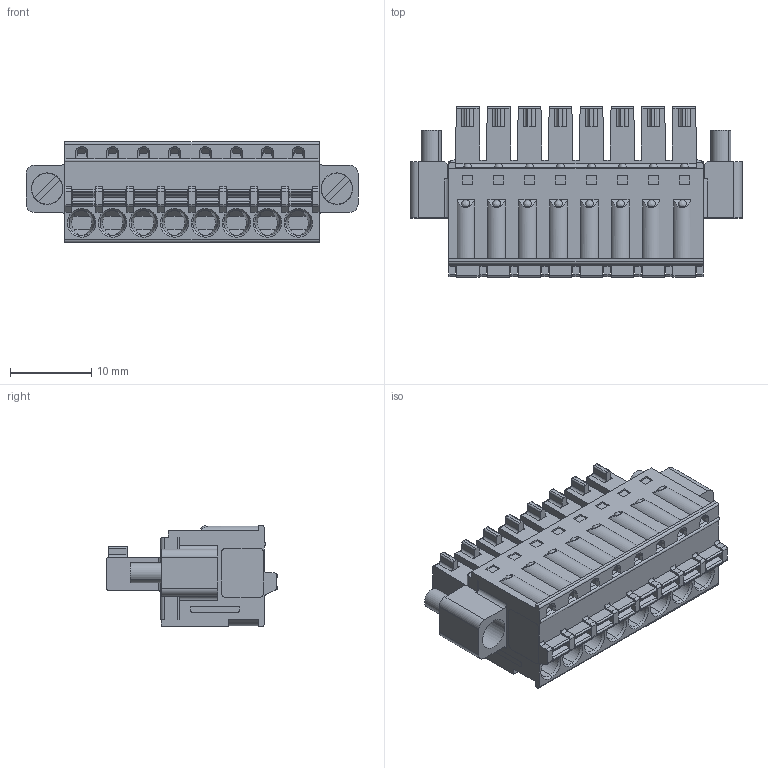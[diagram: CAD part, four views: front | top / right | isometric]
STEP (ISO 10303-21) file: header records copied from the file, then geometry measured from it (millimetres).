
FILE_DESCRIPTION((''),'2;1');
FILE_NAME('CAD-9114_SW0001','2024-06-17T10:38:41',('creinig-se'),(''),'CREO PARAMETRIC BY PTC INC, 2022284','CREO PARAMETRIC BY PTC INC, 2022284','');
FILE_SCHEMA(('CONFIG_CONTROL_DESIGN','SHAPE_APPEARANCE_LAYERS_GROUPS'));
Length unit declared in the file: millimetre
Products named in the file (1): CAD-9114_SW0001
Bounding box: 40.87 x 21 x 12.4 mm (x, y, z)
Volume: 5149.5 mm3; surface area: 4639.2 mm2
Topology: 1 solids, 1 shells, 908 faces, 2353 edges, 1530 vertices
Faces by surface type: plane 518, cylinder 286, cone 72, torus 16, sphere 8, bspline 8
Entity records: 38954 total; most frequent: CARTESIAN_POINT 9799, ORIENTED_EDGE 4706, DIRECTION 4328, PRESENTATION_STYLE_ASSIGNMENT 2354, STYLED_ITEM 2354, CURVE_STYLE 2353, EDGE_CURVE 2353, VECTOR 1564
